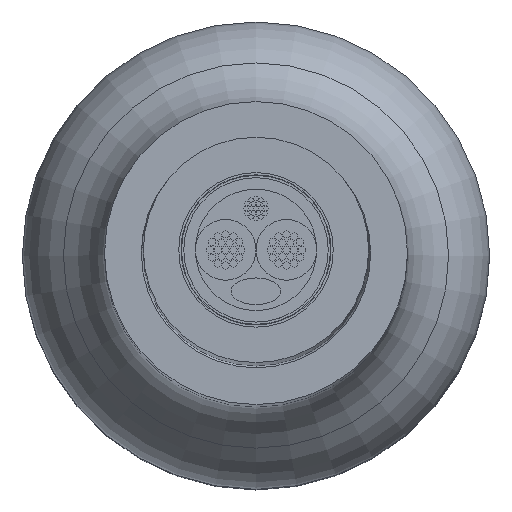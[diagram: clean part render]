
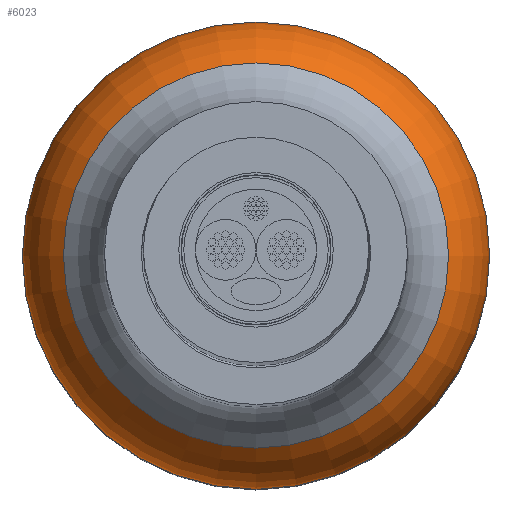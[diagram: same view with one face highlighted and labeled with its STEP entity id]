
A CAD part, top view. The second image highlights one B-rep face of the part: STEP entity #6023.
In plain terms, the highlighted toroidal (fillet/blend) face has major radius 3.279 mm and minor radius 3.175 mm.
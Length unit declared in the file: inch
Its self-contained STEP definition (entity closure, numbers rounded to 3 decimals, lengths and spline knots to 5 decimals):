
#683=TOROIDAL_SURFACE('',#6687,0.12909,0.125);
#689=FACE_OUTER_BOUND('',#1075,.T.);
#1075=EDGE_LOOP('',(#4142,#4143,#4144,#4145,#4146,#4147));
#2306=CIRCLE('',#6683,0.25409);
#2307=CIRCLE('',#6684,0.25409);
#2310=CIRCLE('',#6688,0.20942);
#2311=CIRCLE('',#6689,0.20942);
#2312=CIRCLE('',#6690,0.125);
#2707=VERTEX_POINT('',#9478);
#2708=VERTEX_POINT('',#9479);
#2711=VERTEX_POINT('',#9488);
#2712=VERTEX_POINT('',#9489);
#3280=EDGE_CURVE('',#2707,#2708,#2306,.T.);
#3281=EDGE_CURVE('',#2708,#2707,#2307,.T.);
#3285=EDGE_CURVE('',#2711,#2712,#2310,.T.);
#3286=EDGE_CURVE('',#2712,#2711,#2311,.T.);
#3287=EDGE_CURVE('',#2712,#2708,#2312,.T.);
#4142=ORIENTED_EDGE('',*,*,#3285,.F.);
#4143=ORIENTED_EDGE('',*,*,#3286,.F.);
#4144=ORIENTED_EDGE('',*,*,#3287,.T.);
#4145=ORIENTED_EDGE('',*,*,#3281,.T.);
#4146=ORIENTED_EDGE('',*,*,#3280,.T.);
#4147=ORIENTED_EDGE('',*,*,#3287,.F.);
#6023=ADVANCED_FACE('',(#689),#683,.T.);
#6683=AXIS2_PLACEMENT_3D('',#9480,#7493,#7494);
#6684=AXIS2_PLACEMENT_3D('',#9481,#7495,#7496);
#6687=AXIS2_PLACEMENT_3D('',#9487,#7502,#7503);
#6688=AXIS2_PLACEMENT_3D('',#9490,#7504,#7505);
#6689=AXIS2_PLACEMENT_3D('',#9491,#7506,#7507);
#6690=AXIS2_PLACEMENT_3D('',#9492,#7508,#7509);
#7493=DIRECTION('center_axis',(0.,0.,1.));
#7494=DIRECTION('ref_axis',(1.,0.,0.));
#7495=DIRECTION('center_axis',(0.,0.,1.));
#7496=DIRECTION('ref_axis',(1.,0.,0.));
#7502=DIRECTION('center_axis',(0.,0.,1.));
#7503=DIRECTION('ref_axis',(1.,0.,0.));
#7504=DIRECTION('center_axis',(0.,0.,1.));
#7505=DIRECTION('ref_axis',(1.,0.,0.));
#7506=DIRECTION('center_axis',(0.,0.,1.));
#7507=DIRECTION('ref_axis',(1.,0.,0.));
#7508=DIRECTION('center_axis',(0.,-1.,0.));
#7509=DIRECTION('ref_axis',(-1.,0.,0.));
#9478=CARTESIAN_POINT('',(0.25409,0.,-0.11936));
#9479=CARTESIAN_POINT('',(-0.25409,0.,-0.11936));
#9480=CARTESIAN_POINT('Origin',(0.,0.,-0.11936));
#9481=CARTESIAN_POINT('Origin',(0.,0.,-0.11936));
#9487=CARTESIAN_POINT('Origin',(0.,0.,-0.11936));
#9488=CARTESIAN_POINT('',(0.20942,0.,-0.02358));
#9489=CARTESIAN_POINT('',(-0.20942,0.,-0.02358));
#9490=CARTESIAN_POINT('Origin',(0.,0.,-0.02358));
#9491=CARTESIAN_POINT('Origin',(0.,0.,-0.02358));
#9492=CARTESIAN_POINT('Origin',(-0.12909,0.,
-0.11936));
